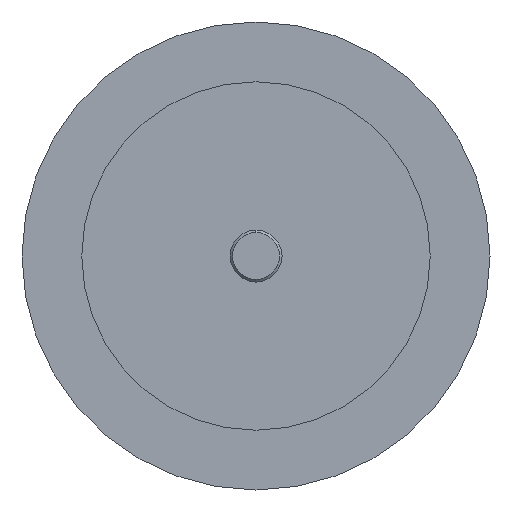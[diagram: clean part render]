
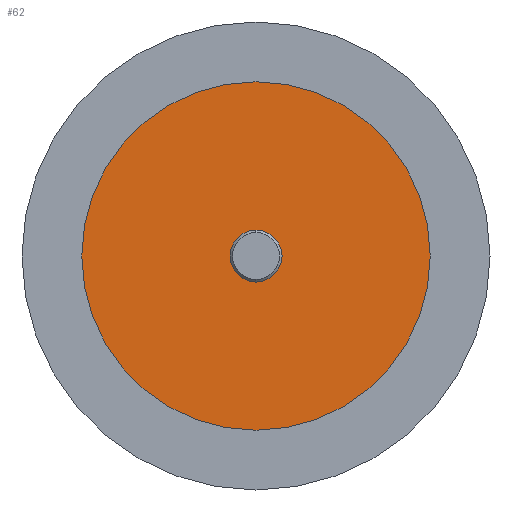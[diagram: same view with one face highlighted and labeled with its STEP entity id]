
A CAD part, left-side view. The second image highlights one B-rep face of the part: STEP entity #62.
In plain terms, the highlighted face is planar.
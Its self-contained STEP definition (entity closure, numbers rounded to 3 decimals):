
#17 = CARTESIAN_POINT ( 'NONE',  ( 0., 0., -0.15 ) ) ;
#31 = CARTESIAN_POINT ( 'NONE',  ( 0., 0., -0.15 ) ) ;
#40 = AXIS2_PLACEMENT_3D ( 'NONE', #17, #333, #60 ) ;
#60 = DIRECTION ( 'NONE',  ( -1., 0., 0. ) ) ;
#62 = ADVANCED_FACE ( 'NONE', ( #131, #486 ), #580, .F. ) ;
#95 = VERTEX_POINT ( 'NONE', #396 ) ;
#98 = VERTEX_POINT ( 'NONE', #584 ) ;
#99 = DIRECTION ( 'NONE',  ( 0., 0., 1. ) ) ;
#128 = CARTESIAN_POINT ( 'NONE',  ( 0., 0., -0.15 ) ) ;
#131 = FACE_BOUND ( 'NONE', #255, .T. ) ;
#156 = EDGE_CURVE ( 'NONE', #188, #98, #407, .T. ) ;
#180 = ORIENTED_EDGE ( 'NONE', *, *, #239, .F. ) ;
#188 = VERTEX_POINT ( 'NONE', #455 ) ;
#189 = DIRECTION ( 'NONE',  ( -1., 0., 0. ) ) ;
#206 = CIRCLE ( 'NONE', #40, 3.35 ) ;
#224 = DIRECTION ( 'NONE',  ( -1., 0., 0. ) ) ;
#225 = CARTESIAN_POINT ( 'NONE',  ( 0., 0., -0.15 ) ) ;
#239 = EDGE_CURVE ( 'NONE', #98, #188, #262, .T. ) ;
#255 = EDGE_LOOP ( 'NONE', ( #412, #180 ) ) ;
#256 = AXIS2_PLACEMENT_3D ( 'NONE', #284, #99, #189 ) ;
#262 = CIRCLE ( 'NONE', #553, 0.5 ) ;
#284 = CARTESIAN_POINT ( 'NONE',  ( 0., 0., -0.15 ) ) ;
#327 = EDGE_LOOP ( 'NONE', ( #391, #351 ) ) ;
#333 = DIRECTION ( 'NONE',  ( 0., 0., 1. ) ) ;
#351 = ORIENTED_EDGE ( 'NONE', *, *, #359, .T. ) ;
#354 = AXIS2_PLACEMENT_3D ( 'NONE', #31, #540, #404 ) ;
#359 = EDGE_CURVE ( 'NONE', #95, #552, #441, .T. ) ;
#366 = DIRECTION ( 'NONE',  ( 0., 0., 1. ) ) ;
#391 = ORIENTED_EDGE ( 'NONE', *, *, #528, .T. ) ;
#396 = CARTESIAN_POINT ( 'NONE',  ( -3.35, 0., -0.15 ) ) ;
#404 = DIRECTION ( 'NONE',  ( -1., 0., 0. ) ) ;
#406 = AXIS2_PLACEMENT_3D ( 'NONE', #128, #440, #489 ) ;
#407 = CIRCLE ( 'NONE', #406, 0.5 ) ;
#412 = ORIENTED_EDGE ( 'NONE', *, *, #156, .F. ) ;
#440 = DIRECTION ( 'NONE',  ( 0., 0., 1. ) ) ;
#441 = CIRCLE ( 'NONE', #256, 3.35 ) ;
#455 = CARTESIAN_POINT ( 'NONE',  ( -0.5, 0., -0.15 ) ) ;
#485 = CARTESIAN_POINT ( 'NONE',  ( 3.35, 0., -0.15 ) ) ;
#486 = FACE_OUTER_BOUND ( 'NONE', #327, .T. ) ;
#489 = DIRECTION ( 'NONE',  ( -1., 0., 0. ) ) ;
#528 = EDGE_CURVE ( 'NONE', #552, #95, #206, .T. ) ;
#540 = DIRECTION ( 'NONE',  ( 0., 0., -1. ) ) ;
#552 = VERTEX_POINT ( 'NONE', #485 ) ;
#553 = AXIS2_PLACEMENT_3D ( 'NONE', #225, #366, #224 ) ;
#580 = PLANE ( 'NONE',  #354 ) ;
#584 = CARTESIAN_POINT ( 'NONE',  ( 0.5, 0., -0.15 ) ) ;
